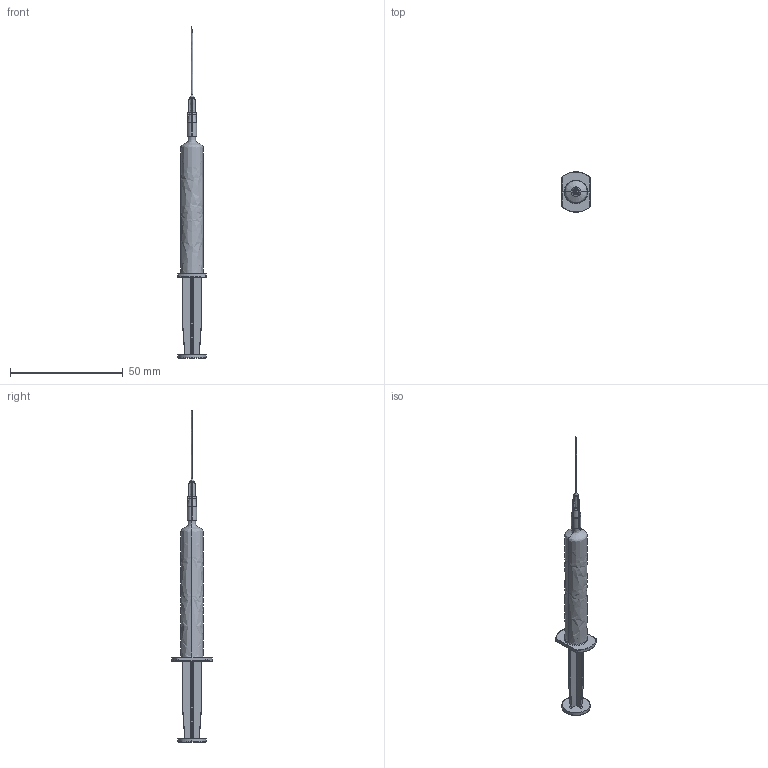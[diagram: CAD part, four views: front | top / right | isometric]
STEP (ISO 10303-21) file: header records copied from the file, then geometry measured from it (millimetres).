
FILE_DESCRIPTION(/* description */ (''),/* implementation_level */ '2;1');
FILE_NAME(/* name */ 'siringa',/* time_stamp */ '2021-04-11T11:26:53+02:00',/* author */ (''),/* organization */ (''),/* preprocessor_version */ 'ST-DEVELOPER v16.5',/* originating_system */ '',/* authorisation */ '');
FILE_SCHEMA (('AUTOMOTIVE_DESIGN'));
Length unit declared in the file: millimetre
Products named in the file (1): Document
Bounding box: 12.6 x 17.97 x 147.56 mm (x, y, z)
Volume: 4037.3 mm3; surface area: 7372.4 mm2
Topology: 7 solids, 8 shells, 187 faces, 452 edges, 286 vertices
Faces by surface type: bspline 148, plane 39
Entity records: 6622 total; most frequent: CARTESIAN_POINT 4156, ORIENTED_EDGE 853, EDGE_CURVE 427, VERTEX_POINT 251, EDGE_LOOP 189, ADVANCED_FACE 187, FACE_OUTER_BOUND 187, B_SPLINE_CURVE_WITH_KNOTS 171
